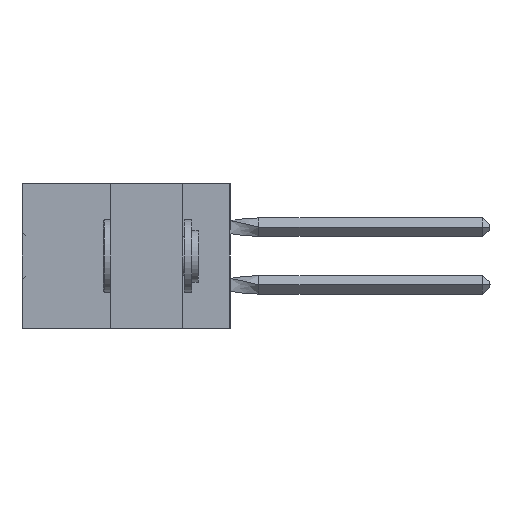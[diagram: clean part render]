
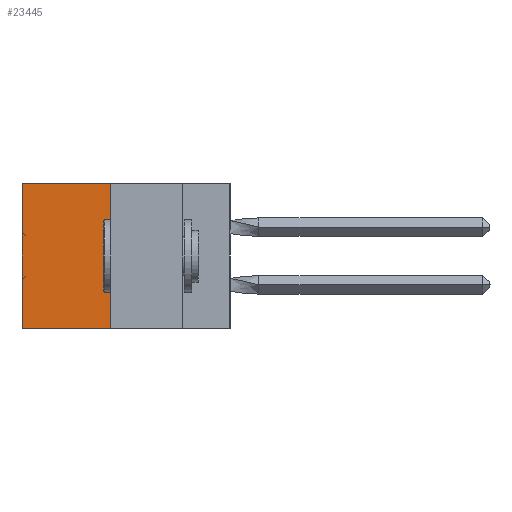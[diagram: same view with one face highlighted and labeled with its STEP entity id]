
A CAD part, left-side view. The second image highlights one B-rep face of the part: STEP entity #23445.
In plain terms, the highlighted planar face has unit normal (-1, 0, 0).
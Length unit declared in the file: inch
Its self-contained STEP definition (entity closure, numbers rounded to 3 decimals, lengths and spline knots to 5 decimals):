
#47 = EDGE_CURVE ( 'NONE', #40738, #26062, #415, .T. ) ;
#415 = LINE ( 'NONE', #22920, #32947 ) ;
#1951 = LINE ( 'NONE', #23896, #29977 ) ;
#3218 = CARTESIAN_POINT ( 'NONE',  ( 0.305, 0.413, -0.5 ) ) ;
#4828 = CARTESIAN_POINT ( 'NONE',  ( 0.305, 0.413, 0. ) ) ;
#8216 = VECTOR ( 'NONE', #37113, 39.37008 ) ;
#11336 = VERTEX_POINT ( 'NONE', #4828 ) ;
#14978 = CARTESIAN_POINT ( 'NONE',  ( 0.305, 0.413, -0.5 ) ) ;
#15499 = DIRECTION ( 'NONE',  ( 0., 0., -1. ) ) ;
#22920 = CARTESIAN_POINT ( 'NONE',  ( 0.305, 0.72, -0.5 ) ) ;
#23445 = ADVANCED_FACE ( 'NONE', ( #37353 ), #41249, .F. ) ;
#23896 = CARTESIAN_POINT ( 'NONE',  ( 0.305, 0.413, 0. ) ) ;
#26062 = VERTEX_POINT ( 'NONE', #31993 ) ;
#26861 = DIRECTION ( 'NONE',  ( 1., 0., 0. ) ) ;
#27137 = ORIENTED_EDGE ( 'NONE', *, *, #60282, .F. ) ;
#29850 = CARTESIAN_POINT ( 'NONE',  ( 0.305, 0.413, -0.5 ) ) ;
#29977 = VECTOR ( 'NONE', #47368, 39.37008 ) ;
#30271 = ORIENTED_EDGE ( 'NONE', *, *, #35799, .T. ) ;
#31993 = CARTESIAN_POINT ( 'NONE',  ( 0.305, 0.72, -0.5 ) ) ;
#32575 = CARTESIAN_POINT ( 'NONE',  ( 0.305, 0.72, 0. ) ) ;
#32947 = VECTOR ( 'NONE', #56754, 39.37008 ) ;
#33238 = LINE ( 'NONE', #3218, #8216 ) ;
#34889 = LINE ( 'NONE', #29850, #41675 ) ;
#35799 = EDGE_CURVE ( 'NONE', #11336, #40738, #1951, .T. ) ;
#36120 = VERTEX_POINT ( 'NONE', #14978 ) ;
#36581 = ORIENTED_EDGE ( 'NONE', *, *, #47, .T. ) ;
#37113 = DIRECTION ( 'NONE',  ( 0., 1., 0. ) ) ;
#37353 = FACE_OUTER_BOUND ( 'NONE', #57733, .T. ) ;
#40738 = VERTEX_POINT ( 'NONE', #32575 ) ;
#41249 = PLANE ( 'NONE',  #43406 ) ;
#41675 = VECTOR ( 'NONE', #15499, 39.37008 ) ;
#43406 = AXIS2_PLACEMENT_3D ( 'NONE', #55845, #26861, #56052 ) ;
#47368 = DIRECTION ( 'NONE',  ( 0., 1., 0. ) ) ;
#54262 = EDGE_CURVE ( 'NONE', #36120, #26062, #33238, .T. ) ;
#55845 = CARTESIAN_POINT ( 'NONE',  ( 0.305, 0.413, -0.5 ) ) ;
#56052 = DIRECTION ( 'NONE',  ( 0., 0., -1. ) ) ;
#56754 = DIRECTION ( 'NONE',  ( 0., 0., -1. ) ) ;
#57733 = EDGE_LOOP ( 'NONE', ( #36581, #61264, #27137, #30271 ) ) ;
#60282 = EDGE_CURVE ( 'NONE', #11336, #36120, #34889, .T. ) ;
#61264 = ORIENTED_EDGE ( 'NONE', *, *, #54262, .F. ) ;
